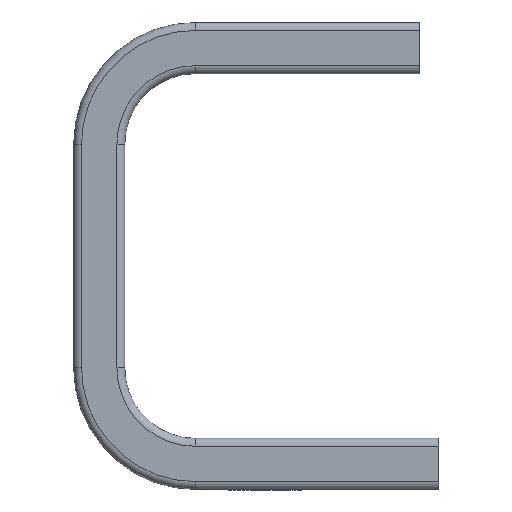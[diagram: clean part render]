
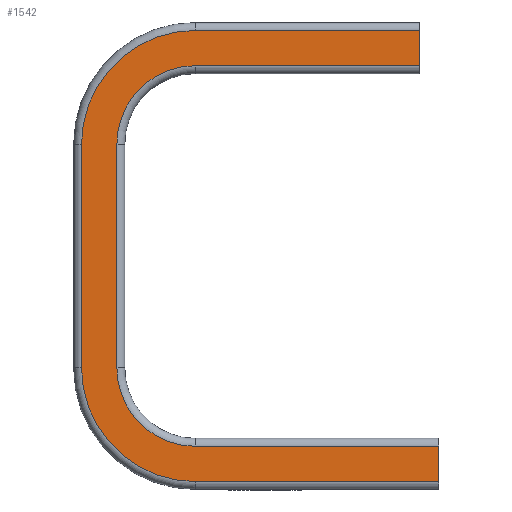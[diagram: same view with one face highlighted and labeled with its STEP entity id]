
A CAD part, left-side view. The second image highlights one B-rep face of the part: STEP entity #1542.
In plain terms, the highlighted planar face has unit normal (-1, 0, 0).
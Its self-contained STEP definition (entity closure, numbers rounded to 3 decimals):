
#60=PLANE('',#1668);
#99=LINE('',#2269,#247);
#100=LINE('',#2274,#248);
#102=LINE('',#2286,#250);
#113=LINE('',#2312,#261);
#149=LINE('',#2430,#297);
#150=LINE('',#2439,#298);
#151=LINE('',#2447,#299);
#152=LINE('',#2449,#300);
#247=VECTOR('',#1781,1.);
#248=VECTOR('',#1786,1.);
#250=VECTOR('',#1800,1.);
#261=VECTOR('',#1827,1.);
#297=VECTOR('',#1943,1.);
#298=VECTOR('',#1956,1.);
#299=VECTOR('',#1967,1.);
#300=VECTOR('',#1970,1.);
#454=FACE_OUTER_BOUND('',#536,.T.);
#536=EDGE_LOOP('',(#1230,#1231,#1232,#1233,#1234,#1235,#1236,#1237,#1238,
#1239,#1240,#1241));
#589=CIRCLE('',#1598,32.25);
#593=CIRCLE('',#1605,32.25);
#623=CIRCLE('',#1660,46.75);
#626=CIRCLE('',#1665,46.75);
#674=VERTEX_POINT('',#2256);
#677=VERTEX_POINT('',#2261);
#678=VERTEX_POINT('',#2265);
#681=VERTEX_POINT('',#2272);
#683=VERTEX_POINT('',#2278);
#685=VERTEX_POINT('',#2284);
#692=VERTEX_POINT('',#2311);
#734=VERTEX_POINT('',#2429);
#735=VERTEX_POINT('',#2433);
#736=VERTEX_POINT('',#2437);
#737=VERTEX_POINT('',#2441);
#738=VERTEX_POINT('',#2445);
#845=EDGE_CURVE('',#677,#674,#589,.T.);
#848=EDGE_CURVE('',#674,#678,#99,.T.);
#850=EDGE_CURVE('',#681,#677,#100,.T.);
#853=EDGE_CURVE('',#683,#681,#593,.T.);
#856=EDGE_CURVE('',#685,#683,#102,.T.);
#869=EDGE_CURVE('',#678,#692,#113,.T.);
#928=EDGE_CURVE('',#692,#734,#149,.T.);
#931=EDGE_CURVE('',#734,#735,#623,.T.);
#933=EDGE_CURVE('',#735,#736,#150,.T.);
#935=EDGE_CURVE('',#736,#737,#626,.T.);
#937=EDGE_CURVE('',#737,#738,#151,.T.);
#938=EDGE_CURVE('',#738,#685,#152,.T.);
#1230=ORIENTED_EDGE('',*,*,#856,.F.);
#1231=ORIENTED_EDGE('',*,*,#938,.F.);
#1232=ORIENTED_EDGE('',*,*,#937,.F.);
#1233=ORIENTED_EDGE('',*,*,#935,.F.);
#1234=ORIENTED_EDGE('',*,*,#933,.F.);
#1235=ORIENTED_EDGE('',*,*,#931,.F.);
#1236=ORIENTED_EDGE('',*,*,#928,.F.);
#1237=ORIENTED_EDGE('',*,*,#869,.F.);
#1238=ORIENTED_EDGE('',*,*,#848,.F.);
#1239=ORIENTED_EDGE('',*,*,#845,.F.);
#1240=ORIENTED_EDGE('',*,*,#850,.F.);
#1241=ORIENTED_EDGE('',*,*,#853,.F.);
#1542=ADVANCED_FACE('',(#454),#60,.T.);
#1598=AXIS2_PLACEMENT_3D('',#2263,#1774,#1775);
#1605=AXIS2_PLACEMENT_3D('',#2280,#1792,#1793);
#1660=AXIS2_PLACEMENT_3D('',#2435,#1950,#1951);
#1665=AXIS2_PLACEMENT_3D('',#2443,#1961,#1962);
#1668=AXIS2_PLACEMENT_3D('',#2448,#1968,#1969);
#1774=DIRECTION('center_axis',(-1.,0.,0.));
#1775=DIRECTION('ref_axis',(0.,0.707,-0.707));
#1781=DIRECTION('',(0.,-1.,0.));
#1786=DIRECTION('',(0.,0.,-1.));
#1792=DIRECTION('center_axis',(-1.,0.,0.));
#1793=DIRECTION('ref_axis',(0.,0.707,0.707));
#1800=DIRECTION('',(0.,1.,0.));
#1827=DIRECTION('',(0.,0.,-1.));
#1943=DIRECTION('',(0.,1.,0.));
#1950=DIRECTION('center_axis',(1.,0.,0.));
#1951=DIRECTION('ref_axis',(0.,0.707,-0.707));
#1956=DIRECTION('',(0.,0.,1.));
#1961=DIRECTION('center_axis',(1.,0.,0.));
#1962=DIRECTION('ref_axis',(0.,0.707,0.707));
#1967=DIRECTION('',(0.,-1.,0.));
#1968=DIRECTION('center_axis',(-1.,0.,0.));
#1969=DIRECTION('ref_axis',(0.,0.,
1.));
#1970=DIRECTION('',(0.,0.,-1.));
#2256=CARTESIAN_POINT('',(140.812,278.057,-149.016));
#2261=CARTESIAN_POINT('',(140.812,310.307,-116.766));
#2263=CARTESIAN_POINT('Origin',(140.812,278.057,-116.766));
#2265=CARTESIAN_POINT('',(140.812,178.057,-149.016));
#2269=CARTESIAN_POINT('',(140.812,178.057,-149.016));
#2272=CARTESIAN_POINT('',(140.812,310.307,-24.989));
#2274=CARTESIAN_POINT('',(140.812,310.307,-141.766));
#2278=CARTESIAN_POINT('',(140.812,278.057,7.261));
#2280=CARTESIAN_POINT('Origin',(140.812,278.057,-24.989));
#2284=CARTESIAN_POINT('',(140.812,186.057,7.261));
#2286=CARTESIAN_POINT('',(140.812,228.057,7.261));
#2311=CARTESIAN_POINT('',(140.812,178.057,-163.516));
#2312=CARTESIAN_POINT('',(140.812,178.057,-145.766));
#2429=CARTESIAN_POINT('',(140.812,278.057,-163.516));
#2430=CARTESIAN_POINT('',(140.812,178.057,-163.516));
#2433=CARTESIAN_POINT('',(140.812,324.807,-116.766));
#2435=CARTESIAN_POINT('Origin',(140.812,278.057,-116.766));
#2437=CARTESIAN_POINT('',(140.812,324.807,-24.989));
#2439=CARTESIAN_POINT('',(140.812,324.807,-141.766));
#2441=CARTESIAN_POINT('',(140.812,278.057,21.761));
#2443=CARTESIAN_POINT('Origin',(140.812,278.057,-24.989));
#2445=CARTESIAN_POINT('',(140.812,186.057,21.761));
#2447=CARTESIAN_POINT('',(140.812,228.057,21.761));
#2448=CARTESIAN_POINT('Origin',(140.812,178.057,-166.766));
#2449=CARTESIAN_POINT('',(140.812,186.057,4.011));
